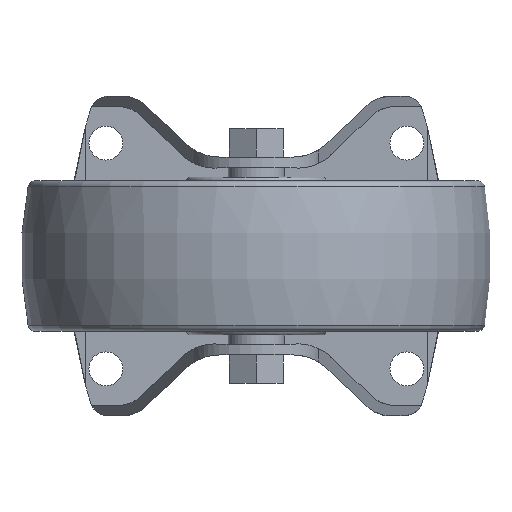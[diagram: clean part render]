
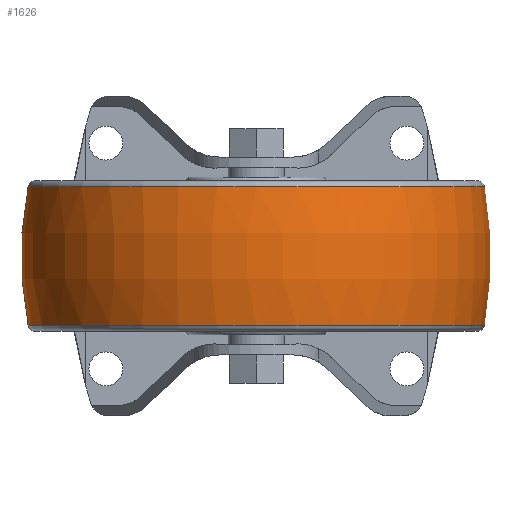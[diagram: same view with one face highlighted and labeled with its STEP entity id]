
A CAD part, front view. The second image highlights one B-rep face of the part: STEP entity #1626.
In plain terms, the highlighted toroidal (fillet/blend) face has major radius 31.25 mm and minor radius 93.75 mm.
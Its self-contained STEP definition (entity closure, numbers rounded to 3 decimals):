
#20=DEGENERATE_TOROIDAL_SURFACE('',#1813,31.25,93.75,
 .F.);
#787=ORIENTED_EDGE('',*,*,#1019,.T.);
#788=ORIENTED_EDGE('',*,*,#1020,.F.);
#1019=EDGE_CURVE('',#1177,#1177,#1243,.T.);
#1020=EDGE_CURVE('',#1178,#1178,#1244,.T.);
#1177=VERTEX_POINT('',#2801);
#1178=VERTEX_POINT('',#2804);
#1243=CIRCLE('',#1812,60.678);
#1244=CIRCLE('',#1814,60.678);
#1363=EDGE_LOOP('',(#787));
#1364=EDGE_LOOP('',(#788));
#1493=FACE_BOUND('',#1363,.T.);
#1494=FACE_BOUND('',#1364,.T.);
#1626=ADVANCED_FACE('',(#1493,#1494),#20,.F.);
#1812=AXIS2_PLACEMENT_3D('',#2800,#2284,#2285);
#1813=AXIS2_PLACEMENT_3D('',#2802,#2286,#2287);
#1814=AXIS2_PLACEMENT_3D('',#2803,#2288,#2289);
#2284=DIRECTION('',(0.,0.,-1.));
#2285=DIRECTION('',(-1.,0.,0.));
#2286=DIRECTION('',(0.,0.,-1.));
#2287=DIRECTION('',(-1.,0.,0.));
#2288=DIRECTION('',(0.,0.,-1.));
#2289=DIRECTION('',(-1.,0.,0.));
#2800=CARTESIAN_POINT('',(0.,0.,18.392));
#2801=CARTESIAN_POINT('',(-60.678,0.,18.392));
#2802=CARTESIAN_POINT('',(0.,0.,0.));
#2803=CARTESIAN_POINT('',(0.,0.,-18.392));
#2804=CARTESIAN_POINT('',(-60.678,0.,-18.392));
